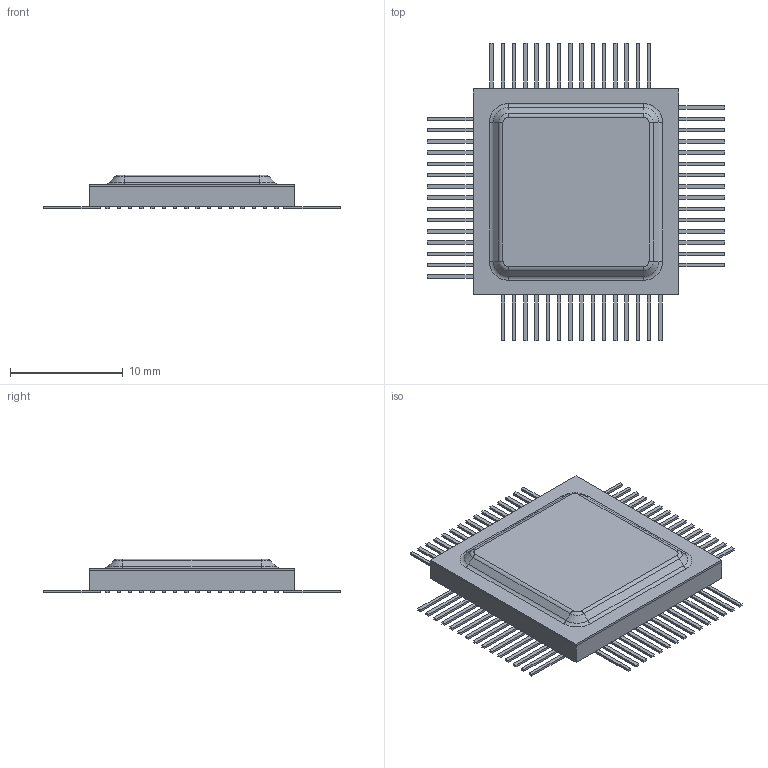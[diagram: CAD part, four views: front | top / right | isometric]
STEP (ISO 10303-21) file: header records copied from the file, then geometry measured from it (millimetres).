
FILE_DESCRIPTION(('FreeCAD Model'),'2;1');
FILE_NAME('Open CASCADE Shape Model','2024-11-19T13:35:05',(''),(''), 'Open CASCADE STEP processor 7.7','Ondsel','Unknown');
FILE_SCHEMA(('AUTOMOTIVE_DESIGN { 1 0 10303 214 1 1 1 1 }'));
Length unit declared in the file: millimetre
Products named in the file (9): Unnamed; body; cap; pins; Array; pin; Array001; Array002; Array003
Assembly tree (67 placements, depth 4):
  Unnamed
    body
    cap
    pins
      Array
        pin  x15
      Array001
        pin  x15
      Array002
        pin  x15
      Array003
        pin  x15
Bounding box: 26.4 x 26.4 x 3 mm (x, y, z)
Volume: 852.9 mm3; surface area: 1824.8 mm2
Topology: 62 solids, 62 shells, 397 faces, 800 edges, 528 vertices
Faces by surface type: plane 377, cylinder 8, torus 4, cone 4, revolution 4
Entity records: 3128 total; most frequent: DIRECTION 334, CARTESIAN_POINT 291, ORIENTED_EDGE 184, AXIS2_PLACEMENT_3D 139, SHAPE_DEFINITION_REPRESENTATION 127, SHAPE_REPRESENTATION 124, SURFACE_STYLE_USAGE 121, SURFACE_SIDE_STYLE 121
